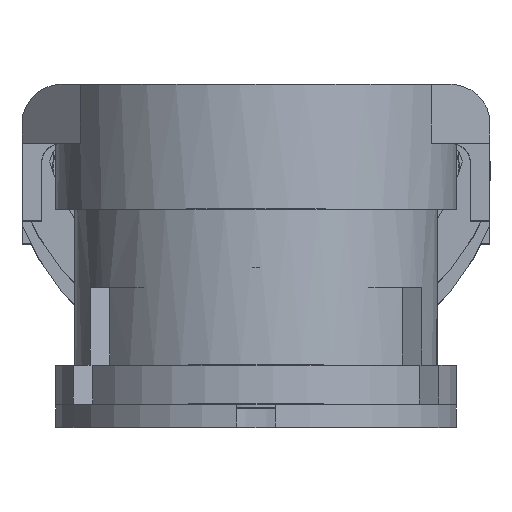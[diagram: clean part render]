
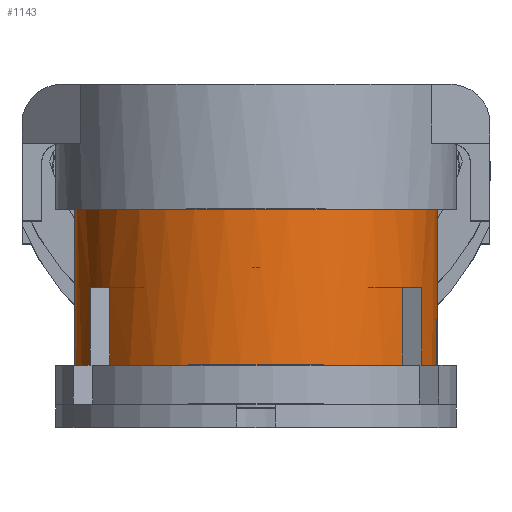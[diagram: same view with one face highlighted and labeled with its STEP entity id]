
A CAD part, top view. The second image highlights one B-rep face of the part: STEP entity #1143.
In plain terms, the highlighted cylindrical face has radius 1.181 mm (diameter 2.362 mm), a full revolution.
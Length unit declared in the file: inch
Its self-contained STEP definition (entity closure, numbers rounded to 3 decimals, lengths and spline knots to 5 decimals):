
#6 = CARTESIAN_POINT ( 'NONE',  ( 0., 0.072, 0. ) ) ;
#33 = VERTEX_POINT ( 'NONE', #1516 ) ;
#72 = DIRECTION ( 'NONE',  ( 0., -1., 0. ) ) ;
#136 = EDGE_CURVE ( 'NONE', #1071, #3152, #2751, .T. ) ;
#143 = EDGE_CURVE ( 'NONE', #3248, #2115, #2657, .T. ) ;
#291 = EDGE_CURVE ( 'NONE', #1071, #484, #1028, .T. ) ;
#300 = CARTESIAN_POINT ( 'NONE',  ( -0.01879, 0.072, -0.04254 ) ) ;
#310 = AXIS2_PLACEMENT_3D ( 'NONE', #1709, #3698, #2694 ) ;
#324 = VECTOR ( 'NONE', #2527, 39.37008 ) ;
#336 = ORIENTED_EDGE ( 'NONE', *, *, #1968, .T. ) ;
#366 = AXIS2_PLACEMENT_3D ( 'NONE', #2560, #866, #1519 ) ;
#384 = AXIS2_PLACEMENT_3D ( 'NONE', #3974, #2669, #3993 ) ;
#400 = ORIENTED_EDGE ( 'NONE', *, *, #2561, .F. ) ;
#443 = CARTESIAN_POINT ( 'NONE',  ( -0.02745, 0.052, 0.03754 ) ) ;
#459 = CARTESIAN_POINT ( 'NONE',  ( 0., 0.032, 0. ) ) ;
#484 = VERTEX_POINT ( 'NONE', #783 ) ;
#490 = CARTESIAN_POINT ( 'NONE',  ( 0.04623, 0.072, -0.005 ) ) ;
#537 = ORIENTED_EDGE ( 'NONE', *, *, #4112, .F. ) ;
#606 = AXIS2_PLACEMENT_3D ( 'NONE', #6, #3033, #3360 ) ;
#683 = VERTEX_POINT ( 'NONE', #1931 ) ;
#690 = CARTESIAN_POINT ( 'NONE',  ( 0.04623, 0.032, 0.005 ) ) ;
#783 = CARTESIAN_POINT ( 'NONE',  ( 0.04623, 0.052, 0.005 ) ) ;
#793 = DIRECTION ( 'NONE',  ( -0.866, 0., -0.5 ) ) ;
#836 = CARTESIAN_POINT ( 'NONE',  ( 0.04623, 0.072, 0.005 ) ) ;
#859 = CIRCLE ( 'NONE', #2468, 0.0465 ) ;
#866 = DIRECTION ( 'NONE',  ( 0., 1., 0. ) ) ;
#899 = DIRECTION ( 'NONE',  ( 0., 1., 0. ) ) ;
#944 = CARTESIAN_POINT ( 'NONE',  ( -0.01879, 0.032, 0.04254 ) ) ;
#970 = VECTOR ( 'NONE', #3269, 39.37008 ) ;
#1016 = CIRCLE ( 'NONE', #1029, 0.0465 ) ;
#1028 = CIRCLE ( 'NONE', #310, 0.0465 ) ;
#1029 = AXIS2_PLACEMENT_3D ( 'NONE', #459, #2785, #3748 ) ;
#1071 = VERTEX_POINT ( 'NONE', #2962 ) ;
#1075 = CARTESIAN_POINT ( 'NONE',  ( -0.02745, 0.032, 0.03754 ) ) ;
#1107 = VECTOR ( 'NONE', #72, 39.37008 ) ;
#1143 = ADVANCED_FACE ( 'NONE', ( #2654, #3614 ), #2702, .T. ) ;
#1193 = ORIENTED_EDGE ( 'NONE', *, *, #136, .F. ) ;
#1196 = DIRECTION ( 'NONE',  ( 0., 1., 0. ) ) ;
#1277 = EDGE_CURVE ( 'NONE', #2115, #3221, #4142, .T. ) ;
#1368 = ORIENTED_EDGE ( 'NONE', *, *, #1759, .T. ) ;
#1407 = CARTESIAN_POINT ( 'NONE',  ( -0.01879, 0.072, 0.04254 ) ) ;
#1498 = DIRECTION ( 'NONE',  ( 0., 0., 1. ) ) ;
#1516 = CARTESIAN_POINT ( 'NONE',  ( -0.01879, 0.052, 0.04254 ) ) ;
#1519 = DIRECTION ( 'NONE',  ( 0., 0., 1. ) ) ;
#1560 = VERTEX_POINT ( 'NONE', #2954 ) ;
#1567 = EDGE_CURVE ( 'NONE', #33, #3012, #3200, .T. ) ;
#1609 = DIRECTION ( 'NONE',  ( 0.866, 0., -0.5 ) ) ;
#1622 = CIRCLE ( 'NONE', #366, 0.0465 ) ;
#1647 = DIRECTION ( 'NONE',  ( 0., -1., 0. ) ) ;
#1709 = CARTESIAN_POINT ( 'NONE',  ( 0., 0.052, 0. ) ) ;
#1738 = CIRCLE ( 'NONE', #2847, 0.0465 ) ;
#1759 = EDGE_CURVE ( 'NONE', #1560, #1560, #1016, .T. ) ;
#1856 = AXIS2_PLACEMENT_3D ( 'NONE', #4103, #3750, #793 ) ;
#1926 = EDGE_CURVE ( 'NONE', #3012, #4196, #1738, .T. ) ;
#1931 = CARTESIAN_POINT ( 'NONE',  ( -0.01879, 0.052, -0.04254 ) ) ;
#1968 = EDGE_CURVE ( 'NONE', #3248, #683, #859, .T. ) ;
#2027 = ORIENTED_EDGE ( 'NONE', *, *, #4061, .T. ) ;
#2111 = LINE ( 'NONE', #690, #3710 ) ;
#2115 = VERTEX_POINT ( 'NONE', #2326 ) ;
#2129 = ORIENTED_EDGE ( 'NONE', *, *, #1926, .F. ) ;
#2191 = ORIENTED_EDGE ( 'NONE', *, *, #1567, .F. ) ;
#2205 = ORIENTED_EDGE ( 'NONE', *, *, #1277, .F. ) ;
#2207 = CARTESIAN_POINT ( 'NONE',  ( 0., 0.052, 0. ) ) ;
#2222 = EDGE_CURVE ( 'NONE', #4196, #484, #2111, .T. ) ;
#2271 = DIRECTION ( 'NONE',  ( 0., 1., 0. ) ) ;
#2326 = CARTESIAN_POINT ( 'NONE',  ( -0.02745, 0.072, -0.03754 ) ) ;
#2400 = VECTOR ( 'NONE', #899, 39.37008 ) ;
#2407 = EDGE_LOOP ( 'NONE', ( #537, #400, #1193, #4042, #2630, #2129, #2191, #2027, #3571, #2205, #2922, #336 ) ) ;
#2468 = AXIS2_PLACEMENT_3D ( 'NONE', #2207, #3891, #1609 ) ;
#2513 = CARTESIAN_POINT ( 'NONE',  ( -0.01879, 0.032, -0.04254 ) ) ;
#2527 = DIRECTION ( 'NONE',  ( 0., -1., 0. ) ) ;
#2530 = LINE ( 'NONE', #1075, #1107 ) ;
#2560 = CARTESIAN_POINT ( 'NONE',  ( 0., 0.072, 0. ) ) ;
#2561 = EDGE_CURVE ( 'NONE', #3152, #3275, #1622, .T. ) ;
#2584 = CARTESIAN_POINT ( 'NONE',  ( -0.02745, 0.072, 0.03754 ) ) ;
#2630 = ORIENTED_EDGE ( 'NONE', *, *, #2222, .F. ) ;
#2654 = FACE_OUTER_BOUND ( 'NONE', #2407, .T. ) ;
#2657 = LINE ( 'NONE', #4253, #4152 ) ;
#2669 = DIRECTION ( 'NONE',  ( 0., 1., 0. ) ) ;
#2694 = DIRECTION ( 'NONE',  ( 0., 0., 1. ) ) ;
#2702 = CYLINDRICAL_SURFACE ( 'NONE', #384, 0.0465 ) ;
#2735 = CIRCLE ( 'NONE', #1856, 0.0465 ) ;
#2751 = LINE ( 'NONE', #3523, #2400 ) ;
#2785 = DIRECTION ( 'NONE',  ( 0., 1., 0. ) ) ;
#2847 = AXIS2_PLACEMENT_3D ( 'NONE', #3491, #1196, #1498 ) ;
#2922 = ORIENTED_EDGE ( 'NONE', *, *, #143, .F. ) ;
#2954 = CARTESIAN_POINT ( 'NONE',  ( 0., 0.032, 0.0465 ) ) ;
#2962 = CARTESIAN_POINT ( 'NONE',  ( 0.04623, 0.052, -0.005 ) ) ;
#3012 = VERTEX_POINT ( 'NONE', #1407 ) ;
#3033 = DIRECTION ( 'NONE',  ( 0., 1., 0. ) ) ;
#3095 = LINE ( 'NONE', #2513, #324 ) ;
#3152 = VERTEX_POINT ( 'NONE', #490 ) ;
#3200 = LINE ( 'NONE', #944, #970 ) ;
#3221 = VERTEX_POINT ( 'NONE', #2584 ) ;
#3248 = VERTEX_POINT ( 'NONE', #3881 ) ;
#3269 = DIRECTION ( 'NONE',  ( 0., 1., 0. ) ) ;
#3275 = VERTEX_POINT ( 'NONE', #300 ) ;
#3360 = DIRECTION ( 'NONE',  ( 0., 0., 1. ) ) ;
#3432 = VERTEX_POINT ( 'NONE', #443 ) ;
#3491 = CARTESIAN_POINT ( 'NONE',  ( 0., 0.072, 0. ) ) ;
#3523 = CARTESIAN_POINT ( 'NONE',  ( 0.04623, 0.032, -0.005 ) ) ;
#3571 = ORIENTED_EDGE ( 'NONE', *, *, #3920, .F. ) ;
#3614 = FACE_OUTER_BOUND ( 'NONE', #3672, .T. ) ;
#3672 = EDGE_LOOP ( 'NONE', ( #1368 ) ) ;
#3698 = DIRECTION ( 'NONE',  ( 0., -1., 0. ) ) ;
#3710 = VECTOR ( 'NONE', #1647, 39.37008 ) ;
#3748 = DIRECTION ( 'NONE',  ( 0., 0., 1. ) ) ;
#3750 = DIRECTION ( 'NONE',  ( 0., -1., 0. ) ) ;
#3881 = CARTESIAN_POINT ( 'NONE',  ( -0.02745, 0.052, -0.03754 ) ) ;
#3891 = DIRECTION ( 'NONE',  ( 0., -1., 0. ) ) ;
#3920 = EDGE_CURVE ( 'NONE', #3221, #3432, #2530, .T. ) ;
#3974 = CARTESIAN_POINT ( 'NONE',  ( 0., 0.032, 0. ) ) ;
#3993 = DIRECTION ( 'NONE',  ( 0., 0., 1. ) ) ;
#4042 = ORIENTED_EDGE ( 'NONE', *, *, #291, .T. ) ;
#4061 = EDGE_CURVE ( 'NONE', #33, #3432, #2735, .T. ) ;
#4103 = CARTESIAN_POINT ( 'NONE',  ( 0., 0.052, 0. ) ) ;
#4112 = EDGE_CURVE ( 'NONE', #3275, #683, #3095, .T. ) ;
#4142 = CIRCLE ( 'NONE', #606, 0.0465 ) ;
#4152 = VECTOR ( 'NONE', #2271, 39.37008 ) ;
#4196 = VERTEX_POINT ( 'NONE', #836 ) ;
#4253 = CARTESIAN_POINT ( 'NONE',  ( -0.02745, 0.032, -0.03754 ) ) ;
